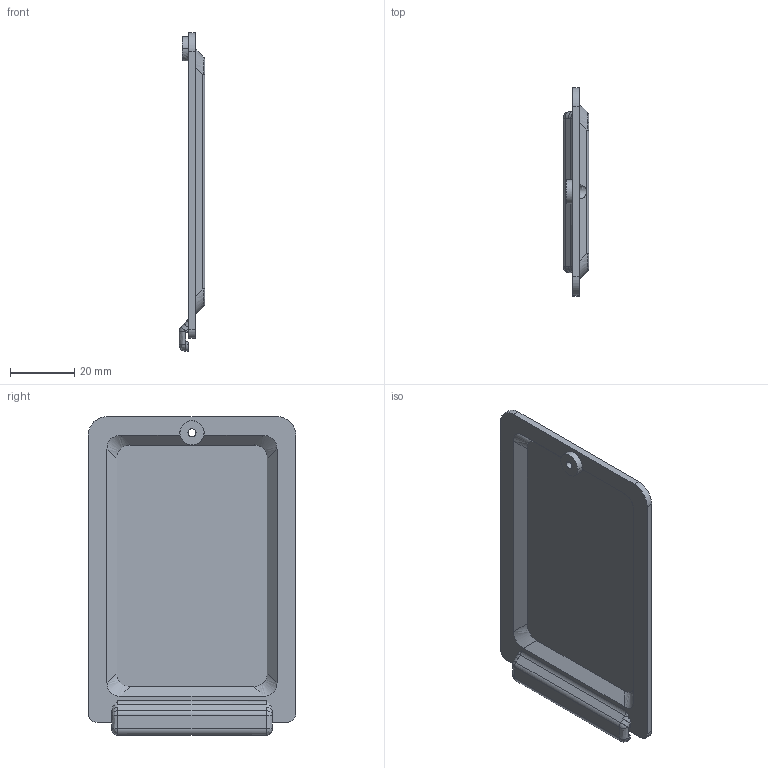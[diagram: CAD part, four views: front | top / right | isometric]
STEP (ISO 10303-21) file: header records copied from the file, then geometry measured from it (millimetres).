
FILE_DESCRIPTION(/* description */ (''),/* implementation_level */ '2;1');
FILE_NAME(/* name */ 'CLIMAT~3',/* time_stamp */ '2022-06-09T13:29:26-07:00',/* author */ (''),/* organization */ (''),/* preprocessor_version */ 'ST-DEVELOPER v16.5',/* originating_system */ '',/* authorisation */ '');
FILE_SCHEMA (('AUTOMOTIVE_DESIGN'));
Length unit declared in the file: millimetre
Products named in the file (1): Document
Bounding box: 8 x 64.5 x 99 mm (x, y, z)
Volume: 13929.9 mm3; surface area: 14363.2 mm2
Topology: 1 solids, 1 shells, 73 faces, 174 edges, 106 vertices
Faces by surface type: bspline 46, plane 27
Entity records: 2735 total; most frequent: CARTESIAN_POINT 1663, ORIENTED_EDGE 348, EDGE_CURVE 174, VERTEX_POINT 106, B_SPLINE_CURVE_WITH_KNOTS 96, EDGE_LOOP 78, ADVANCED_FACE 73, FACE_OUTER_BOUND 73
